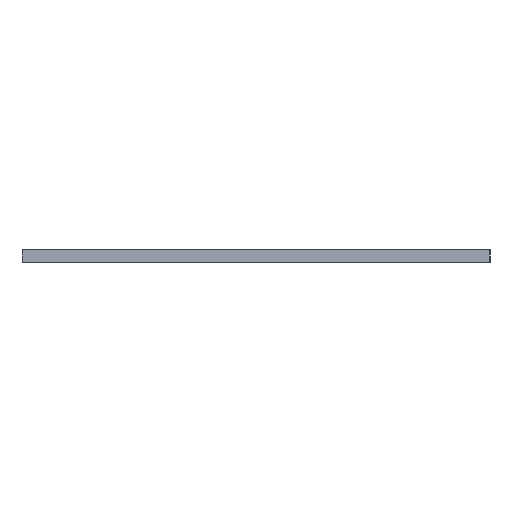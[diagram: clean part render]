
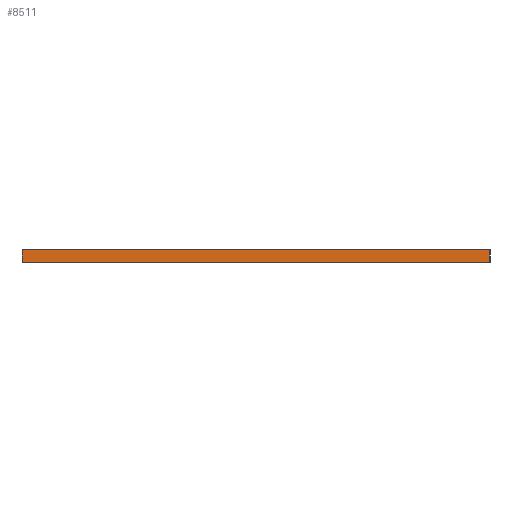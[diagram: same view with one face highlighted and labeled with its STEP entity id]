
A CAD part, left-side view. The second image highlights one B-rep face of the part: STEP entity #8511.
In plain terms, the highlighted planar face has unit normal (-1, 0, 0).
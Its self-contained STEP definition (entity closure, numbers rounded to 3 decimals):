
#55 = PLANE('',#56);
#56 = AXIS2_PLACEMENT_3D('',#57,#58,#59);
#57 = CARTESIAN_POINT('',(83.,-70.,0.));
#58 = DIRECTION('',(0.,1.,0.));
#59 = DIRECTION('',(1.,0.,0.));
#83 = PLANE('',#84);
#84 = AXIS2_PLACEMENT_3D('',#85,#86,#87);
#85 = CARTESIAN_POINT('',(164.,-100.,1.6));
#86 = DIRECTION('',(-0.,-0.,-1.));
#87 = DIRECTION('',(-1.,0.,0.));
#137 = PLANE('',#138);
#138 = AXIS2_PLACEMENT_3D('',#139,#140,#141);
#139 = CARTESIAN_POINT('',(164.,-100.,0.));
#140 = DIRECTION('',(-0.,-0.,-1.));
#141 = DIRECTION('',(-1.,0.,0.));
#152 = EDGE_CURVE('',#153,#155,#157,.T.);
#153 = VERTEX_POINT('',#154);
#154 = CARTESIAN_POINT('',(83.,-70.,0.));
#155 = VERTEX_POINT('',#156);
#156 = CARTESIAN_POINT('',(83.,-70.,1.6));
#157 = SURFACE_CURVE('',#158,(#162,#169),.PCURVE_S1.);
#158 = LINE('',#159,#160);
#159 = CARTESIAN_POINT('',(83.,-70.,0.));
#160 = VECTOR('',#161,1.);
#161 = DIRECTION('',(0.,0.,1.));
#162 = PCURVE('',#55,#163);
#163 = DEFINITIONAL_REPRESENTATION('',(#164),#168);
#164 = LINE('',#165,#166);
#165 = CARTESIAN_POINT('',(0.,0.));
#166 = VECTOR('',#167,1.);
#167 = DIRECTION('',(0.,-1.));
#168 = ( GEOMETRIC_REPRESENTATION_CONTEXT(2) 
PARAMETRIC_REPRESENTATION_CONTEXT() REPRESENTATION_CONTEXT('2D SPACE',''
  ) );
#169 = PCURVE('',#170,#175);
#170 = PLANE('',#171);
#171 = AXIS2_PLACEMENT_3D('',#172,#173,#174);
#172 = CARTESIAN_POINT('',(83.,-130.,0.));
#173 = DIRECTION('',(-1.,0.,0.));
#174 = DIRECTION('',(0.,1.,0.));
#175 = DEFINITIONAL_REPRESENTATION('',(#176),#180);
#176 = LINE('',#177,#178);
#177 = CARTESIAN_POINT('',(60.,0.));
#178 = VECTOR('',#179,1.);
#179 = DIRECTION('',(0.,-1.));
#180 = ( GEOMETRIC_REPRESENTATION_CONTEXT(2) 
PARAMETRIC_REPRESENTATION_CONTEXT() REPRESENTATION_CONTEXT('2D SPACE',''
  ) );
#330 = VERTEX_POINT('',#331);
#331 = CARTESIAN_POINT('',(83.,-130.,0.));
#345 = PLANE('',#346);
#346 = AXIS2_PLACEMENT_3D('',#347,#348,#349);
#347 = CARTESIAN_POINT('',(145.,-130.,0.));
#348 = DIRECTION('',(0.,-1.,0.));
#349 = DIRECTION('',(-1.,0.,0.));
#357 = EDGE_CURVE('',#330,#153,#358,.T.);
#358 = SURFACE_CURVE('',#359,(#363,#370),.PCURVE_S1.);
#359 = LINE('',#360,#361);
#360 = CARTESIAN_POINT('',(83.,-130.,0.));
#361 = VECTOR('',#362,1.);
#362 = DIRECTION('',(0.,1.,0.));
#363 = PCURVE('',#137,#364);
#364 = DEFINITIONAL_REPRESENTATION('',(#365),#369);
#365 = LINE('',#366,#367);
#366 = CARTESIAN_POINT('',(81.,-30.));
#367 = VECTOR('',#368,1.);
#368 = DIRECTION('',(0.,1.));
#369 = ( GEOMETRIC_REPRESENTATION_CONTEXT(2) 
PARAMETRIC_REPRESENTATION_CONTEXT() REPRESENTATION_CONTEXT('2D SPACE',''
  ) );
#370 = PCURVE('',#170,#371);
#371 = DEFINITIONAL_REPRESENTATION('',(#372),#376);
#372 = LINE('',#373,#374);
#373 = CARTESIAN_POINT('',(0.,0.));
#374 = VECTOR('',#375,1.);
#375 = DIRECTION('',(1.,0.));
#376 = ( GEOMETRIC_REPRESENTATION_CONTEXT(2) 
PARAMETRIC_REPRESENTATION_CONTEXT() REPRESENTATION_CONTEXT('2D SPACE',''
  ) );
#4748 = VERTEX_POINT('',#4749);
#4749 = CARTESIAN_POINT('',(83.,-130.,1.6));
#4770 = EDGE_CURVE('',#4748,#155,#4771,.T.);
#4771 = SURFACE_CURVE('',#4772,(#4776,#4783),.PCURVE_S1.);
#4772 = LINE('',#4773,#4774);
#4773 = CARTESIAN_POINT('',(83.,-130.,1.6));
#4774 = VECTOR('',#4775,1.);
#4775 = DIRECTION('',(0.,1.,0.));
#4776 = PCURVE('',#83,#4777);
#4777 = DEFINITIONAL_REPRESENTATION('',(#4778),#4782);
#4778 = LINE('',#4779,#4780);
#4779 = CARTESIAN_POINT('',(81.,-30.));
#4780 = VECTOR('',#4781,1.);
#4781 = DIRECTION('',(0.,1.));
#4782 = ( GEOMETRIC_REPRESENTATION_CONTEXT(2) 
PARAMETRIC_REPRESENTATION_CONTEXT() REPRESENTATION_CONTEXT('2D SPACE',''
  ) );
#4783 = PCURVE('',#170,#4784);
#4784 = DEFINITIONAL_REPRESENTATION('',(#4785),#4789);
#4785 = LINE('',#4786,#4787);
#4786 = CARTESIAN_POINT('',(0.,-1.6));
#4787 = VECTOR('',#4788,1.);
#4788 = DIRECTION('',(1.,0.));
#4789 = ( GEOMETRIC_REPRESENTATION_CONTEXT(2) 
PARAMETRIC_REPRESENTATION_CONTEXT() REPRESENTATION_CONTEXT('2D SPACE',''
  ) );
#8511 = ADVANCED_FACE('',(#8512),#170,.T.);
#8512 = FACE_BOUND('',#8513,.T.);
#8513 = EDGE_LOOP('',(#8514,#8535,#8536,#8537));
#8514 = ORIENTED_EDGE('',*,*,#8515,.T.);
#8515 = EDGE_CURVE('',#330,#4748,#8516,.T.);
#8516 = SURFACE_CURVE('',#8517,(#8521,#8528),.PCURVE_S1.);
#8517 = LINE('',#8518,#8519);
#8518 = CARTESIAN_POINT('',(83.,-130.,0.));
#8519 = VECTOR('',#8520,1.);
#8520 = DIRECTION('',(0.,0.,1.));
#8521 = PCURVE('',#170,#8522);
#8522 = DEFINITIONAL_REPRESENTATION('',(#8523),#8527);
#8523 = LINE('',#8524,#8525);
#8524 = CARTESIAN_POINT('',(0.,0.));
#8525 = VECTOR('',#8526,1.);
#8526 = DIRECTION('',(0.,-1.));
#8527 = ( GEOMETRIC_REPRESENTATION_CONTEXT(2) 
PARAMETRIC_REPRESENTATION_CONTEXT() REPRESENTATION_CONTEXT('2D SPACE',''
  ) );
#8528 = PCURVE('',#345,#8529);
#8529 = DEFINITIONAL_REPRESENTATION('',(#8530),#8534);
#8530 = LINE('',#8531,#8532);
#8531 = CARTESIAN_POINT('',(62.,0.));
#8532 = VECTOR('',#8533,1.);
#8533 = DIRECTION('',(0.,-1.));
#8534 = ( GEOMETRIC_REPRESENTATION_CONTEXT(2) 
PARAMETRIC_REPRESENTATION_CONTEXT() REPRESENTATION_CONTEXT('2D SPACE',''
  ) );
#8535 = ORIENTED_EDGE('',*,*,#4770,.T.);
#8536 = ORIENTED_EDGE('',*,*,#152,.F.);
#8537 = ORIENTED_EDGE('',*,*,#357,.F.);
